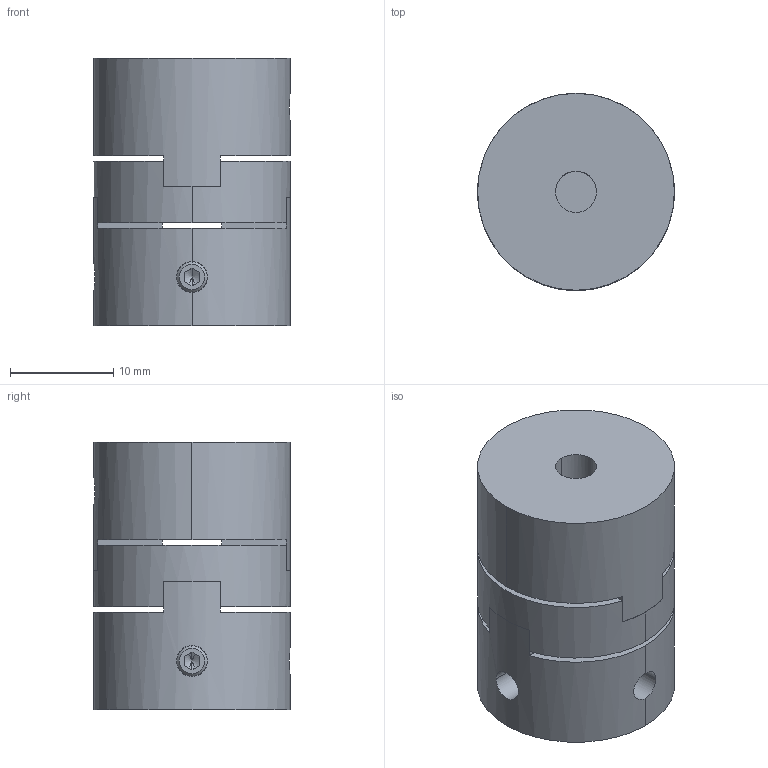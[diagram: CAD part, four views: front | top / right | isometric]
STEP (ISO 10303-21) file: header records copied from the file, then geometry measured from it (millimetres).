
FILE_DESCRIPTION(('STEP AP214'),'1');
FILE_NAME('me44-ox19f-4--ox19f-4--19d.stp','2019-08-20T10:18:06',('TraceParts'),('TraceParts S.A.'),'Spatial InterOp 3D',' ',' ');
FILE_SCHEMA(('AUTOMOTIVE_DESIGN { 1 0 10303 214 1 1 1 1 }'));
Length unit declared in the file: millimetre
Products named in the file (1): me44-ox19f-4--ox19f-4--19d_1
Bounding box: 19.1 x 19.1 x 26 mm (x, y, z)
Volume: 6688.3 mm3; surface area: 4010.6 mm2
Topology: 3 solids, 3 shells, 116 faces, 314 edges, 202 vertices
Faces by surface type: plane 58, cylinder 34, cone 24
Entity records: 4222 total; most frequent: CARTESIAN_POINT 1211, ORIENTED_EDGE 612, DIRECTION 600, EDGE_CURVE 306, AXIS2_PLACEMENT_3D 223, VERTEX_POINT 202, LINE 154, VECTOR 154
